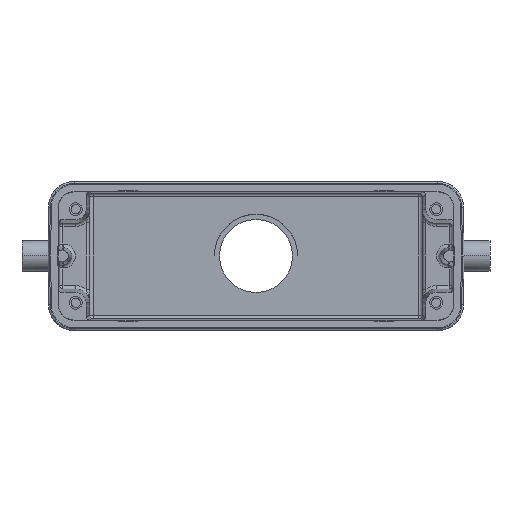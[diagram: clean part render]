
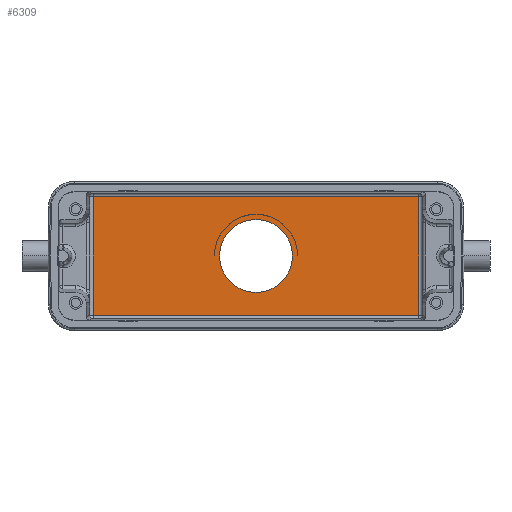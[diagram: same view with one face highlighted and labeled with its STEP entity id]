
A CAD part, front view. The second image highlights one B-rep face of the part: STEP entity #6309.
In plain terms, the highlighted planar face has unit normal (0, -1, 0).
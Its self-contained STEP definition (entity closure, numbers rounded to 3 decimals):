
#616=CARTESIAN_POINT('',(0.,52.,0.));
#617=DIRECTION('',(0.,1.,0.));
#618=DIRECTION('',(1.,0.,0.));
#619=AXIS2_PLACEMENT_3D('',#616,#617,#618);
#621=CARTESIAN_POINT('',(0.,52.,0.));
#622=DIRECTION('',(0.,1.,0.));
#623=DIRECTION('',(-1.,0.,0.));
#624=AXIS2_PLACEMENT_3D('',#621,#622,#623);
#626=DIRECTION('',(0.,0.,-1.));
#627=VECTOR('',#626,34.27);
#628=CARTESIAN_POINT('',(-47.,52.,17.135));
#629=LINE('',#628,#627);
#630=DIRECTION('',(1.,0.,0.));
#631=VECTOR('',#630,94.);
#632=CARTESIAN_POINT('',(-47.,52.,17.135));
#633=LINE('',#632,#631);
#634=DIRECTION('',(0.,0.,-1.));
#635=VECTOR('',#634,34.27);
#636=CARTESIAN_POINT('',(47.,52.,17.135));
#637=LINE('',#636,#635);
#638=DIRECTION('',(1.,0.,0.));
#639=VECTOR('',#638,94.);
#640=CARTESIAN_POINT('',(-47.,52.,-17.135));
#641=LINE('',#640,#639);
#642=CARTESIAN_POINT('',(0.,52.,0.049));
#643=DIRECTION('',(0.,-1.,0.));
#644=DIRECTION('',(1.,0.,-0.001));
#645=AXIS2_PLACEMENT_3D('',#642,#643,#644);
#647=CARTESIAN_POINT('',(0.,52.,0.));
#648=DIRECTION('',(0.,-1.,0.));
#649=DIRECTION('',(1.,0.,0.003));
#650=AXIS2_PLACEMENT_3D('',#647,#648,#649);
#4838=CARTESIAN_POINT('',(-47.,52.,17.135));
#4839=VERTEX_POINT('',#4838);
#4856=CARTESIAN_POINT('',(-47.,52.,-17.135));
#4857=VERTEX_POINT('',#4856);
#4874=CARTESIAN_POINT('',(47.,52.,17.135));
#4875=VERTEX_POINT('',#4874);
#4892=CARTESIAN_POINT('',(47.,52.,-17.135));
#4893=VERTEX_POINT('',#4892);
#5515=CARTESIAN_POINT('',(10.5,52.,0.));
#5516=CARTESIAN_POINT('',(-10.5,52.,0.));
#5517=VERTEX_POINT('',#5515);
#5518=VERTEX_POINT('',#5516);
#5523=CARTESIAN_POINT('',(12.,52.,0.037));
#5524=CARTESIAN_POINT('',(-12.,52.,0.037));
#5525=VERTEX_POINT('',#5523);
#5526=VERTEX_POINT('',#5524);
#6283=CARTESIAN_POINT('',(57.,52.,-18.5));
#6284=DIRECTION('',(0.,1.,0.));
#6285=DIRECTION('',(1.,0.,0.));
#6286=AXIS2_PLACEMENT_3D('',#6283,#6284,#6285);
#6287=PLANE('',#6286);
#6289=ORIENTED_EDGE('',*,*,#6288,.F.);
#6291=ORIENTED_EDGE('',*,*,#6290,.T.);
#6293=ORIENTED_EDGE('',*,*,#6292,.T.);
#6295=ORIENTED_EDGE('',*,*,#6294,.F.);
#6296=EDGE_LOOP('',(#6289,#6291,#6293,#6295));
#6297=FACE_OUTER_BOUND('',#6296,.F.);
#6298=ORIENTED_EDGE('',*,*,#6273,.F.);
#6300=ORIENTED_EDGE('',*,*,#6299,.F.);
#6301=EDGE_LOOP('',(#6298,#6300));
#6302=FACE_BOUND('',#6301,.F.);
#6304=ORIENTED_EDGE('',*,*,#6303,.T.);
#6306=ORIENTED_EDGE('',*,*,#6305,.F.);
#6307=EDGE_LOOP('',(#6304,#6306));
#6308=FACE_BOUND('',#6307,.F.);
#620=CIRCLE('',#619,10.5);
#625=CIRCLE('',#624,10.5);
#646=CIRCLE('',#645,12.);
#651=CIRCLE('',#650,12.);
#6273=EDGE_CURVE('',#5517,#5518,#620,.T.);
#6288=EDGE_CURVE('',#4839,#4857,#629,.T.);
#6290=EDGE_CURVE('',#4839,#4875,#633,.T.);
#6292=EDGE_CURVE('',#4875,#4893,#637,.T.);
#6294=EDGE_CURVE('',#4857,#4893,#641,.T.);
#6299=EDGE_CURVE('',#5518,#5517,#625,.T.);
#6303=EDGE_CURVE('',#5525,#5526,#646,.T.);
#6305=EDGE_CURVE('',#5525,#5526,#651,.T.);
#6309=ADVANCED_FACE('',(#6297,#6302,#6308),#6287,.F.);
